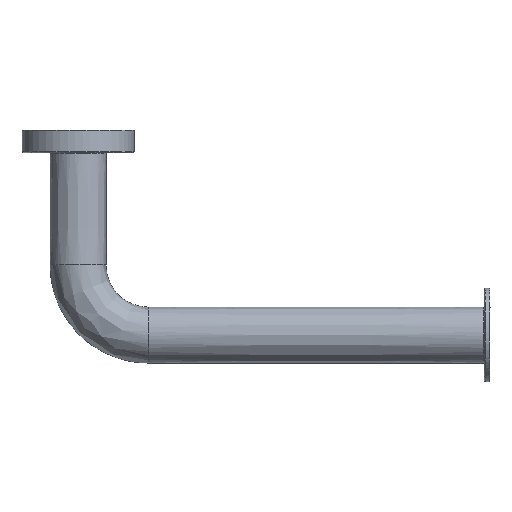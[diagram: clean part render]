
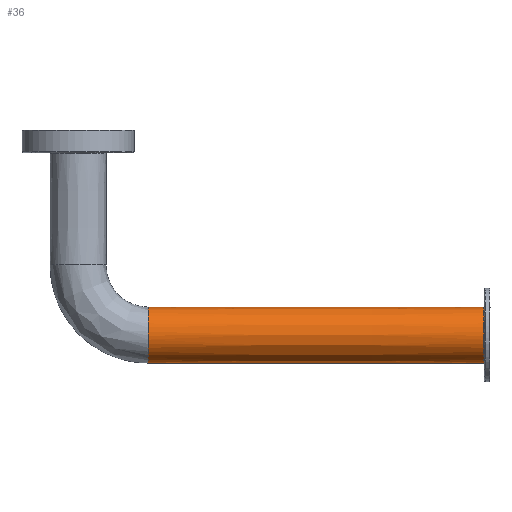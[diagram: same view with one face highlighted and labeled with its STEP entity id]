
A CAD part, top view. The second image highlights one B-rep face of the part: STEP entity #36.
In plain terms, the highlighted free-form (B-spline) face has degree [3, 2] with [4, 5] control points.
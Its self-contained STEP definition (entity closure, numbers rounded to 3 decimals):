
#36=ADVANCED_FACE('',(#62),#324,.T.);
#62=FACE_OUTER_BOUND('',#88,.T.);
#88=EDGE_LOOP('',(#140,#141,#142,#143));
#140=ORIENTED_EDGE('',*,*,#226,.T.);
#141=ORIENTED_EDGE('',*,*,#227,.T.);
#142=ORIENTED_EDGE('',*,*,#213,.F.);
#143=ORIENTED_EDGE('',*,*,#225,.F.);
#213=EDGE_CURVE('',#299,#303,#259,.T.);
#225=EDGE_CURVE('',#306,#299,#271,.T.);
#226=EDGE_CURVE('',#306,#307,#272,.T.);
#227=EDGE_CURVE('',#307,#303,#273,.T.);
#259=(
BOUNDED_CURVE()
B_SPLINE_CURVE(3,(#982,#983,#984,#985),.UNSPECIFIED.,.F.,.F.)
B_SPLINE_CURVE_WITH_KNOTS((4,4),(0.,119.7),.UNSPECIFIED.)
CURVE()
GEOMETRIC_REPRESENTATION_ITEM()
RATIONAL_B_SPLINE_CURVE((1.,1.,1.,1.))
REPRESENTATION_ITEM('')
);
#271=(
BOUNDED_CURVE()
B_SPLINE_CURVE(2,(#1071,#1072,#1073,#1074,#1075),.UNSPECIFIED.,.F.,.F.)
B_SPLINE_CURVE_WITH_KNOTS((3,2,3),(31.416,47.124,62.832),
 .UNSPECIFIED.)
CURVE()
GEOMETRIC_REPRESENTATION_ITEM()
RATIONAL_B_SPLINE_CURVE((1.,0.707,1.,0.707,1.))
REPRESENTATION_ITEM('')
);
#272=(
BOUNDED_CURVE()
B_SPLINE_CURVE(3,(#1076,#1077,#1078,#1079),.UNSPECIFIED.,.F.,.F.)
B_SPLINE_CURVE_WITH_KNOTS((4,4),(0.,119.7),.UNSPECIFIED.)
CURVE()
GEOMETRIC_REPRESENTATION_ITEM()
RATIONAL_B_SPLINE_CURVE((1.,1.,1.,1.))
REPRESENTATION_ITEM('')
);
#273=(
BOUNDED_CURVE()
B_SPLINE_CURVE(2,(#1080,#1081,#1082,#1083,#1084),.UNSPECIFIED.,.F.,.F.)
B_SPLINE_CURVE_WITH_KNOTS((3,2,3),(30.473,45.709,60.945),
 .UNSPECIFIED.)
CURVE()
GEOMETRIC_REPRESENTATION_ITEM()
RATIONAL_B_SPLINE_CURVE((1.,0.707,1.,0.707,1.))
REPRESENTATION_ITEM('')
);
#299=VERTEX_POINT('',#954);
#303=VERTEX_POINT('',#958);
#306=VERTEX_POINT('',#961);
#307=VERTEX_POINT('',#962);
#324=(
BOUNDED_SURFACE()
B_SPLINE_SURFACE(3,2,((#736,#737,#738,#739,#740),(#741,#742,#743,#744,#745),
(#746,#747,#748,#749,#750),(#751,#752,#753,#754,#755)),.UNSPECIFIED.,.F.,
 .F.,.F.)
B_SPLINE_SURFACE_WITH_KNOTS((4,4),(3,2,3),(0.,120.),(31.416,
47.124,62.832),.UNSPECIFIED.)
GEOMETRIC_REPRESENTATION_ITEM()
RATIONAL_B_SPLINE_SURFACE(((1.,0.707,1.,0.707,1.),
(1.,0.707,1.,0.707,1.),(1.,0.707,
1.,0.707,1.),(1.,0.707,
1.,0.707,1.)))
REPRESENTATION_ITEM('')
SURFACE()
);
#736=CARTESIAN_POINT('',(8047.369,-5999.178,0.));
#737=CARTESIAN_POINT('',(8047.369,-5999.178,10.));
#738=CARTESIAN_POINT('',(8047.369,-5989.178,10.));
#739=CARTESIAN_POINT('',(8047.369,-5979.178,10.));
#740=CARTESIAN_POINT('',(8047.369,-5979.178,0.));
#741=CARTESIAN_POINT('',(8087.369,-5999.178,0.));
#742=CARTESIAN_POINT('',(8087.369,-5999.178,10.));
#743=CARTESIAN_POINT('',(8087.369,-5989.178,10.));
#744=CARTESIAN_POINT('',(8087.369,-5979.178,10.));
#745=CARTESIAN_POINT('',(8087.369,-5979.178,0.));
#746=CARTESIAN_POINT('',(8127.369,-5999.178,0.));
#747=CARTESIAN_POINT('',(8127.369,-5999.178,10.));
#748=CARTESIAN_POINT('',(8127.369,-5989.178,10.));
#749=CARTESIAN_POINT('',(8127.369,-5979.178,10.));
#750=CARTESIAN_POINT('',(8127.369,-5979.178,0.));
#751=CARTESIAN_POINT('',(8167.369,-5999.178,0.));
#752=CARTESIAN_POINT('',(8167.369,-5999.178,10.));
#753=CARTESIAN_POINT('',(8167.369,-5989.178,10.));
#754=CARTESIAN_POINT('',(8167.369,-5979.178,10.));
#755=CARTESIAN_POINT('',(8167.369,-5979.178,0.));
#954=CARTESIAN_POINT('',(8047.369,-5979.178,0.));
#958=CARTESIAN_POINT('',(8167.069,-5979.178,0.));
#961=CARTESIAN_POINT('',(8047.369,-5999.178,0.));
#962=CARTESIAN_POINT('',(8167.069,-5999.178,0.));
#982=CARTESIAN_POINT('',(8047.369,-5979.178,0.));
#983=CARTESIAN_POINT('',(8087.269,-5979.178,0.));
#984=CARTESIAN_POINT('',(8127.169,-5979.178,0.));
#985=CARTESIAN_POINT('',(8167.069,-5979.178,0.));
#1071=CARTESIAN_POINT('',(8047.369,-5999.178,0.));
#1072=CARTESIAN_POINT('',(8047.369,-5999.178,10.));
#1073=CARTESIAN_POINT('',(8047.369,-5989.178,10.));
#1074=CARTESIAN_POINT('',(8047.369,-5979.178,10.));
#1075=CARTESIAN_POINT('',(8047.369,-5979.178,0.));
#1076=CARTESIAN_POINT('',(8047.369,-5999.178,0.));
#1077=CARTESIAN_POINT('',(8087.269,-5999.178,0.));
#1078=CARTESIAN_POINT('',(8127.169,-5999.178,0.));
#1079=CARTESIAN_POINT('',(8167.069,-5999.178,0.));
#1080=CARTESIAN_POINT('',(8167.069,-5999.178,0.));
#1081=CARTESIAN_POINT('',(8167.069,-5999.178,10.));
#1082=CARTESIAN_POINT('',(8167.069,-5989.178,10.));
#1083=CARTESIAN_POINT('',(8167.069,-5979.178,10.));
#1084=CARTESIAN_POINT('',(8167.069,-5979.178,0.));
